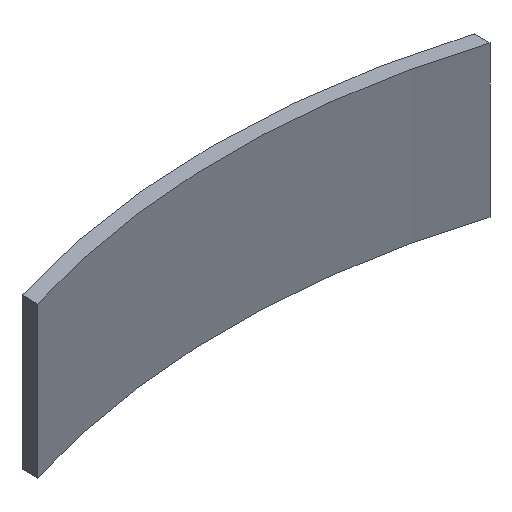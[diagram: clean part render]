
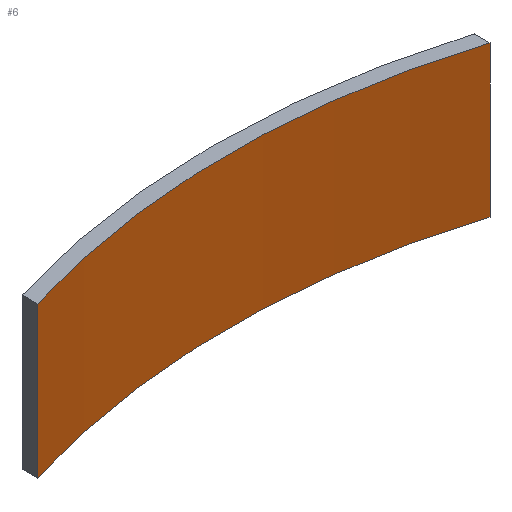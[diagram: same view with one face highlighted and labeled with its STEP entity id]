
A CAD part, isometric view. The second image highlights one B-rep face of the part: STEP entity #6.
In plain terms, the highlighted cylindrical face has radius 250 mm (diameter 500 mm), a partial arc.
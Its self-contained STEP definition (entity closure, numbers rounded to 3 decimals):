
#1 = FACE_OUTER_BOUND ( 'NONE', #890, .T. ) ;
#6 = ADVANCED_FACE ( 'NONE', ( #1 ), #119, .F. ) ;
#28 = DIRECTION ( 'NONE',  ( 1., 0., 0. ) ) ;
#35 = CARTESIAN_POINT ( 'NONE',  ( 75., 238.485, 25. ) ) ;
#39 = AXIS2_PLACEMENT_3D ( 'NONE', #197, #1157, #28 ) ;
#52 = VERTEX_POINT ( 'NONE', #663 ) ;
#76 = CARTESIAN_POINT ( 'NONE',  ( 75., 238.485, 25. ) ) ;
#95 = ORIENTED_EDGE ( 'NONE', *, *, #771, .F. ) ;
#98 = CARTESIAN_POINT ( 'NONE',  ( 0., 0., 25. ) ) ;
#119 = CYLINDRICAL_SURFACE ( 'NONE', #337, 250. ) ;
#122 = EDGE_CURVE ( 'NONE', #611, #879, #286, .T. ) ;
#157 = DIRECTION ( 'NONE',  ( 0., 0., -1. ) ) ;
#197 = CARTESIAN_POINT ( 'NONE',  ( 0., 0., 25. ) ) ;
#286 = CIRCLE ( 'NONE', #39, 250. ) ;
#292 = VECTOR ( 'NONE', #1064, 1000. ) ;
#337 = AXIS2_PLACEMENT_3D ( 'NONE', #98, #570, #1149 ) ;
#407 = LINE ( 'NONE', #35, #292 ) ;
#419 = ORIENTED_EDGE ( 'NONE', *, *, #1162, .F. ) ;
#471 = CIRCLE ( 'NONE', #777, 250. ) ;
#524 = CARTESIAN_POINT ( 'NONE',  ( -75., 238.485, 25. ) ) ;
#567 = VECTOR ( 'NONE', #157, 1000. ) ;
#568 = DIRECTION ( 'NONE',  ( 0., 0., 1. ) ) ;
#570 = DIRECTION ( 'NONE',  ( 0., 0., -1. ) ) ;
#611 = VERTEX_POINT ( 'NONE', #76 ) ;
#663 = CARTESIAN_POINT ( 'NONE',  ( -75., 238.485, -25. ) ) ;
#706 = LINE ( 'NONE', #790, #567 ) ;
#771 = EDGE_CURVE ( 'NONE', #987, #52, #471, .T. ) ;
#777 = AXIS2_PLACEMENT_3D ( 'NONE', #1126, #568, #939 ) ;
#790 = CARTESIAN_POINT ( 'NONE',  ( -75., 238.485, 25. ) ) ;
#854 = ORIENTED_EDGE ( 'NONE', *, *, #940, .T. ) ;
#879 = VERTEX_POINT ( 'NONE', #524 ) ;
#890 = EDGE_LOOP ( 'NONE', ( #95, #419, #951, #854 ) ) ;
#939 = DIRECTION ( 'NONE',  ( 1., 0., 0. ) ) ;
#940 = EDGE_CURVE ( 'NONE', #879, #52, #706, .T. ) ;
#951 = ORIENTED_EDGE ( 'NONE', *, *, #122, .T. ) ;
#987 = VERTEX_POINT ( 'NONE', #1191 ) ;
#1064 = DIRECTION ( 'NONE',  ( 0., 0., -1. ) ) ;
#1126 = CARTESIAN_POINT ( 'NONE',  ( 0., 0., -25. ) ) ;
#1149 = DIRECTION ( 'NONE',  ( -1., 0., 0. ) ) ;
#1157 = DIRECTION ( 'NONE',  ( 0., 0., 1. ) ) ;
#1162 = EDGE_CURVE ( 'NONE', #611, #987, #407, .T. ) ;
#1191 = CARTESIAN_POINT ( 'NONE',  ( 75., 238.485, -25. ) ) ;
